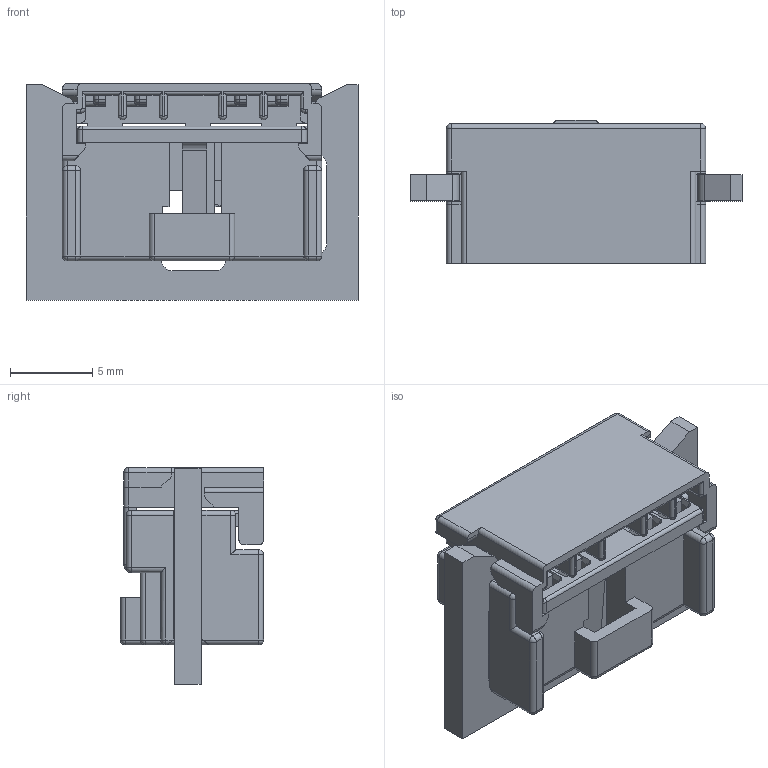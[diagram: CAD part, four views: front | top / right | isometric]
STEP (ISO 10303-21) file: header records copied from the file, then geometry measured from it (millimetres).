
FILE_DESCRIPTION (( 'STEP AP214' ), '1' );
FILE_NAME ('C_PCB_Slot_4F_V_HSG_Rev.A.STEP', '2022-03-07T04:04:05', ( 'jkhwang' ), ( '' ), 'SwSTEP 2.0', 'SolidWorks 2020', '' );
FILE_SCHEMA (( 'AUTOMOTIVE_DESIGN' ));
Length unit declared in the file: millimetre
Products named in the file (3): PCB_Slot_4F_V_HSG_Rev.A_堅偌; PCB_Slot_4F_V_PCB_Rev.3; C_PCB_Slot_4F_V_HSG_Rev.A
Assembly tree (2 placements, depth 2):
  C_PCB_Slot_4F_V_HSG_Rev.A
    PCB_Slot_4F_V_HSG_Rev.A_堅偌
    PCB_Slot_4F_V_PCB_Rev.3
Bounding box: 20.23 x 8.72 x 13.2 mm (x, y, z)
Volume: 1002.7 mm3; surface area: 2038.2 mm2
Topology: 10 solids, 10 shells, 589 faces, 1556 edges, 961 vertices
Faces by surface type: plane 350, cylinder 189, sphere 35, torus 14, cone 1
Entity records: 17897 total; most frequent: CARTESIAN_POINT 3289, ORIENTED_EDGE 3050, DIRECTION 2955, EDGE_CURVE 1525, LINE 1153, VECTOR 1153, VERTEX_POINT 961, AXIS2_PLACEMENT_3D 901
